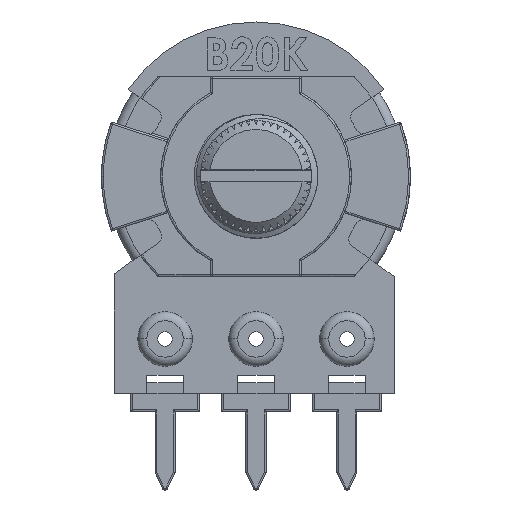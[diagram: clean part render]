
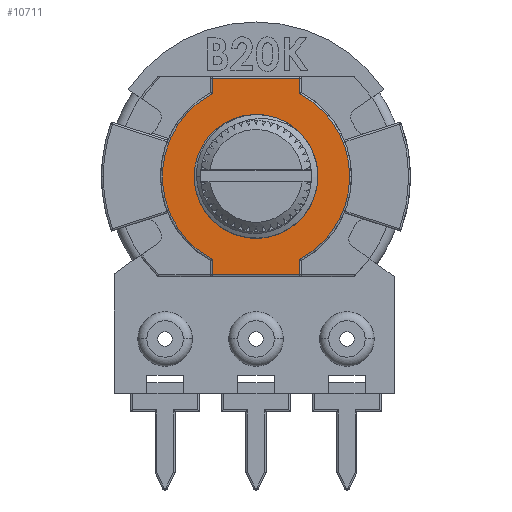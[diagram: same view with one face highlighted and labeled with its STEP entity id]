
A CAD part, top view. The second image highlights one B-rep face of the part: STEP entity #10711.
In plain terms, the highlighted planar face has unit normal (0, 0, 1).
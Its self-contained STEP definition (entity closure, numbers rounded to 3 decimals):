
#434 = CARTESIAN_POINT ( 'NONE',  ( 2.4, -4.617, 2.2 ) ) ;
#457 = CARTESIAN_POINT ( 'NONE',  ( 2.5, -5.4, 2.2 ) ) ;
#764 = VECTOR ( 'NONE', #3917, 1000. ) ;
#1111 = DIRECTION ( 'NONE',  ( 1., 0., 0. ) ) ;
#1196 = LINE ( 'NONE', #16943, #764 ) ;
#1650 = AXIS2_PLACEMENT_3D ( 'NONE', #11343, #2615, #12793 ) ;
#1732 = EDGE_LOOP ( 'NONE', ( #17147, #9892 ) ) ;
#2046 = DIRECTION ( 'NONE',  ( 0., 0., 1. ) ) ;
#2107 = VERTEX_POINT ( 'NONE', #2139 ) ;
#2139 = CARTESIAN_POINT ( 'NONE',  ( 2.4, -5.4, 2.2 ) ) ;
#2596 = CARTESIAN_POINT ( 'NONE',  ( 0., 0., 2.2 ) ) ;
#2615 = DIRECTION ( 'NONE',  ( 0., 0., 1. ) ) ;
#2632 = VERTEX_POINT ( 'NONE', #4144 ) ;
#2971 = VERTEX_POINT ( 'NONE', #6327 ) ;
#3425 = CARTESIAN_POINT ( 'NONE',  ( 0., 0., 2.2 ) ) ;
#3550 = CARTESIAN_POINT ( 'NONE',  ( 2.4, 4.557, 2.2 ) ) ;
#3917 = DIRECTION ( 'NONE',  ( -1., 0., 0. ) ) ;
#4062 = DIRECTION ( 'NONE',  ( 1., 0., 0. ) ) ;
#4144 = CARTESIAN_POINT ( 'NONE',  ( 2.4, -4.557, 2.2 ) ) ;
#4563 = DIRECTION ( 'NONE',  ( 0., -1., 0. ) ) ;
#4893 = DIRECTION ( 'NONE',  ( 1., 0., 0. ) ) ;
#4916 = PLANE ( 'NONE',  #5059 ) ;
#5059 = AXIS2_PLACEMENT_3D ( 'NONE', #10771, #2046, #12244 ) ;
#5424 = DIRECTION ( 'NONE',  ( 0., 0., 1. ) ) ;
#5476 = EDGE_CURVE ( 'NONE', #14157, #16933, #7224, .T. ) ;
#5654 = VERTEX_POINT ( 'NONE', #6228 ) ;
#6074 = EDGE_CURVE ( 'NONE', #16933, #2971, #10157, .T. ) ;
#6119 = LINE ( 'NONE', #15381, #9514 ) ;
#6228 = CARTESIAN_POINT ( 'NONE',  ( -2.4, 5.4, 2.2 ) ) ;
#6327 = CARTESIAN_POINT ( 'NONE',  ( -2.4, -5.4, 2.2 ) ) ;
#7224 = CIRCLE ( 'NONE', #16643, 5.15 ) ;
#7257 = ORIENTED_EDGE ( 'NONE', *, *, #14259, .T. ) ;
#7275 = FACE_BOUND ( 'NONE', #1732, .T. ) ;
#7499 = VERTEX_POINT ( 'NONE', #18764 ) ;
#7501 = DIRECTION ( 'NONE',  ( 0., -1., 0. ) ) ;
#7811 = DIRECTION ( 'NONE',  ( 0., 1., 0. ) ) ;
#8183 = EDGE_LOOP ( 'NONE', ( #10636, #12814, #10717, #11396, #10067, #7257, #15534, #16934, #15783 ) ) ;
#8348 = EDGE_CURVE ( 'NONE', #7499, #13971, #13972, .T. ) ;
#8535 = EDGE_CURVE ( 'NONE', #5654, #14157, #15104, .T. ) ;
#8644 = CARTESIAN_POINT ( 'NONE',  ( 0., -3.4, 2.2 ) ) ;
#8786 = AXIS2_PLACEMENT_3D ( 'NONE', #14116, #5424, #15588 ) ;
#8821 = CARTESIAN_POINT ( 'NONE',  ( -2.4, 4.617, 2.2 ) ) ;
#8951 = CARTESIAN_POINT ( 'NONE',  ( -2.4, -5.5, 2.2 ) ) ;
#9514 = VECTOR ( 'NONE', #16709, 1000. ) ;
#9842 = DIRECTION ( 'NONE',  ( 0., 0., 1. ) ) ;
#9892 = ORIENTED_EDGE ( 'NONE', *, *, #8348, .F. ) ;
#10060 = CARTESIAN_POINT ( 'NONE',  ( 5.15, 0., 2.2 ) ) ;
#10067 = ORIENTED_EDGE ( 'NONE', *, *, #18545, .T. ) ;
#10157 = LINE ( 'NONE', #8951, #13562 ) ;
#10362 = AXIS2_PLACEMENT_3D ( 'NONE', #2596, #12775, #4062 ) ;
#10369 = LINE ( 'NONE', #457, #13772 ) ;
#10622 = DIRECTION ( 'NONE',  ( 1., 0., 0. ) ) ;
#10636 = ORIENTED_EDGE ( 'NONE', *, *, #6074, .T. ) ;
#10711 = ADVANCED_FACE ( 'NONE', ( #18358, #7275 ), #4916, .T. ) ;
#10717 = ORIENTED_EDGE ( 'NONE', *, *, #16271, .T. ) ;
#10771 = CARTESIAN_POINT ( 'NONE',  ( 0., 0., 2.2 ) ) ;
#11261 = VECTOR ( 'NONE', #4563, 1000. ) ;
#11298 = VECTOR ( 'NONE', #7811, 1000. ) ;
#11343 = CARTESIAN_POINT ( 'NONE',  ( 0., 0., 2.2 ) ) ;
#11396 = ORIENTED_EDGE ( 'NONE', *, *, #11786, .T. ) ;
#11786 = EDGE_CURVE ( 'NONE', #2632, #15453, #15865, .T. ) ;
#12076 = VERTEX_POINT ( 'NONE', #3550 ) ;
#12231 = CARTESIAN_POINT ( 'NONE',  ( -2.4, 4.557, 2.2 ) ) ;
#12244 = DIRECTION ( 'NONE',  ( 1., 0., 0. ) ) ;
#12493 = CIRCLE ( 'NONE', #8786, 3.4 ) ;
#12775 = DIRECTION ( 'NONE',  ( 0., 0., 1. ) ) ;
#12793 = DIRECTION ( 'NONE',  ( 1., 0., 0. ) ) ;
#12814 = ORIENTED_EDGE ( 'NONE', *, *, #16822, .T. ) ;
#13562 = VECTOR ( 'NONE', #7501, 1000. ) ;
#13589 = DIRECTION ( 'NONE',  ( 0., 0., 1. ) ) ;
#13770 = EDGE_CURVE ( 'NONE', #13971, #7499, #12493, .T. ) ;
#13772 = VECTOR ( 'NONE', #10622, 1000. ) ;
#13971 = VERTEX_POINT ( 'NONE', #8644 ) ;
#13972 = CIRCLE ( 'NONE', #10362, 3.4 ) ;
#14116 = CARTESIAN_POINT ( 'NONE',  ( 0., 0., 2.2 ) ) ;
#14157 = VERTEX_POINT ( 'NONE', #12231 ) ;
#14259 = EDGE_CURVE ( 'NONE', #12076, #14517, #6119, .T. ) ;
#14517 = VERTEX_POINT ( 'NONE', #16327 ) ;
#15104 = LINE ( 'NONE', #8821, #11261 ) ;
#15149 = LINE ( 'NONE', #434, #11298 ) ;
#15381 = CARTESIAN_POINT ( 'NONE',  ( 2.4, 5.5, 2.2 ) ) ;
#15453 = VERTEX_POINT ( 'NONE', #10060 ) ;
#15534 = ORIENTED_EDGE ( 'NONE', *, *, #17429, .T. ) ;
#15588 = DIRECTION ( 'NONE',  ( 1., 0., 0. ) ) ;
#15783 = ORIENTED_EDGE ( 'NONE', *, *, #5476, .T. ) ;
#15865 = CIRCLE ( 'NONE', #1650, 5.15 ) ;
#16271 = EDGE_CURVE ( 'NONE', #2107, #2632, #15149, .T. ) ;
#16327 = CARTESIAN_POINT ( 'NONE',  ( 2.4, 5.4, 2.2 ) ) ;
#16643 = AXIS2_PLACEMENT_3D ( 'NONE', #18487, #9842, #1111 ) ;
#16709 = DIRECTION ( 'NONE',  ( 0., 1., 0. ) ) ;
#16822 = EDGE_CURVE ( 'NONE', #2971, #2107, #10369, .T. ) ;
#16871 = CIRCLE ( 'NONE', #17972, 5.15 ) ;
#16933 = VERTEX_POINT ( 'NONE', #18081 ) ;
#16934 = ORIENTED_EDGE ( 'NONE', *, *, #8535, .T. ) ;
#16943 = CARTESIAN_POINT ( 'NONE',  ( -2.5, 5.4, 2.2 ) ) ;
#17147 = ORIENTED_EDGE ( 'NONE', *, *, #13770, .F. ) ;
#17429 = EDGE_CURVE ( 'NONE', #14517, #5654, #1196, .T. ) ;
#17972 = AXIS2_PLACEMENT_3D ( 'NONE', #3425, #13589, #4893 ) ;
#18081 = CARTESIAN_POINT ( 'NONE',  ( -2.4, -4.557, 2.2 ) ) ;
#18358 = FACE_OUTER_BOUND ( 'NONE', #8183, .T. ) ;
#18487 = CARTESIAN_POINT ( 'NONE',  ( 0., 0., 2.2 ) ) ;
#18545 = EDGE_CURVE ( 'NONE', #15453, #12076, #16871, .T. ) ;
#18764 = CARTESIAN_POINT ( 'NONE',  ( -2.404, -2.404, 2.2 ) ) ;
